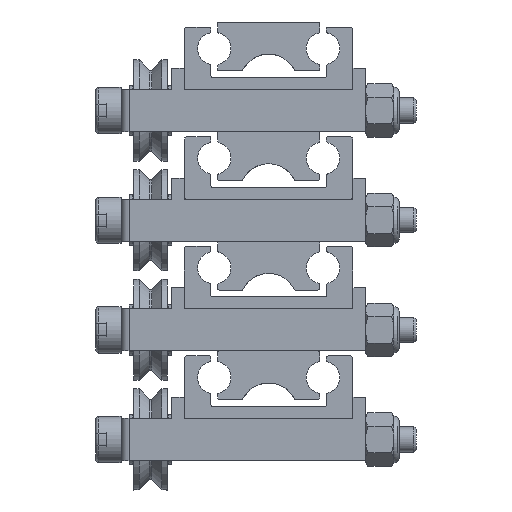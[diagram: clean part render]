
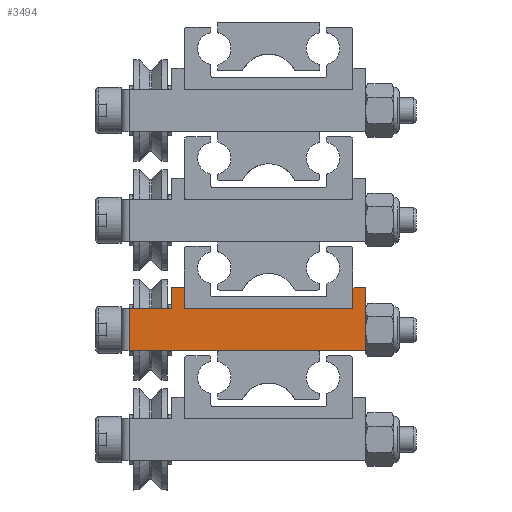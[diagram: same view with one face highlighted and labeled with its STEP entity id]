
A CAD part, left-side view. The second image highlights one B-rep face of the part: STEP entity #3494.
In plain terms, the highlighted face is planar.
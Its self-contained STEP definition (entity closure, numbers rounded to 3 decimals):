
#757=FACE_OUTER_BOUND('',#956,.T.);
#956=EDGE_LOOP('',(#2595,#2596,#2597,#2598,#2599,#2600,#2601,#2602,#2603,
#2604));
#1211=LINE('',#5623,#1464);
#1217=LINE('',#5645,#1470);
#1220=LINE('',#5654,#1473);
#1221=LINE('',#5655,#1474);
#1222=LINE('',#5657,#1475);
#1223=LINE('',#5659,#1476);
#1224=LINE('',#5661,#1477);
#1225=LINE('',#5662,#1478);
#1226=LINE('',#5664,#1479);
#1227=LINE('',#5665,#1480);
#1464=VECTOR('',#4419,1000.);
#1470=VECTOR('',#4441,1000.);
#1473=VECTOR('',#4448,1000.);
#1474=VECTOR('',#4449,1000.);
#1475=VECTOR('',#4450,1000.);
#1476=VECTOR('',#4451,1000.);
#1477=VECTOR('',#4452,1000.);
#1478=VECTOR('',#4453,1000.);
#1479=VECTOR('',#4454,1000.);
#1480=VECTOR('',#4455,1000.);
#1711=VERTEX_POINT('',#5621);
#1712=VERTEX_POINT('',#5622);
#1718=VERTEX_POINT('',#5641);
#1720=VERTEX_POINT('',#5644);
#1723=VERTEX_POINT('',#5652);
#1724=VERTEX_POINT('',#5653);
#1725=VERTEX_POINT('',#5656);
#1726=VERTEX_POINT('',#5658);
#1727=VERTEX_POINT('',#5660);
#1728=VERTEX_POINT('',#5663);
#2040=EDGE_CURVE('',#1711,#1712,#1211,.F.);
#2051=EDGE_CURVE('',#1720,#1718,#1217,.T.);
#2055=EDGE_CURVE('',#1723,#1724,#1220,.T.);
#2056=EDGE_CURVE('',#1723,#1711,#1221,.T.);
#2057=EDGE_CURVE('',#1725,#1712,#1222,.T.);
#2058=EDGE_CURVE('',#1725,#1726,#1223,.T.);
#2059=EDGE_CURVE('',#1726,#1727,#1224,.T.);
#2060=EDGE_CURVE('',#1727,#1720,#1225,.T.);
#2061=EDGE_CURVE('',#1728,#1718,#1226,.T.);
#2062=EDGE_CURVE('',#1728,#1724,#1227,.T.);
#2595=ORIENTED_EDGE('',*,*,#2055,.F.);
#2596=ORIENTED_EDGE('',*,*,#2056,.T.);
#2597=ORIENTED_EDGE('',*,*,#2040,.T.);
#2598=ORIENTED_EDGE('',*,*,#2057,.F.);
#2599=ORIENTED_EDGE('',*,*,#2058,.T.);
#2600=ORIENTED_EDGE('',*,*,#2059,.T.);
#2601=ORIENTED_EDGE('',*,*,#2060,.T.);
#2602=ORIENTED_EDGE('',*,*,#2051,.T.);
#2603=ORIENTED_EDGE('',*,*,#2061,.F.);
#2604=ORIENTED_EDGE('',*,*,#2062,.T.);
#3394=PLANE('',#3830);
#3494=ADVANCED_FACE('',(#757),#3394,.F.);
#3830=AXIS2_PLACEMENT_3D('',#5651,#4446,#4447);
#4419=DIRECTION('',(0.,0.,1.));
#4441=DIRECTION('',(0.,-1.,0.));
#4446=DIRECTION('center_axis',(-1.,0.,0.));
#4447=DIRECTION('ref_axis',(0.,0.,1.));
#4448=DIRECTION('',(0.,0.,1.));
#4449=DIRECTION('',(0.,-1.,0.));
#4450=DIRECTION('',(0.,-1.,0.));
#4451=DIRECTION('',(0.,0.,1.));
#4452=DIRECTION('',(0.,-1.,0.));
#4453=DIRECTION('',(0.,0.,-1.));
#4454=DIRECTION('',(0.,0.,-1.));
#4455=DIRECTION('',(0.,-1.,0.));
#5621=CARTESIAN_POINT('',(13.25,-16.534,0.));
#5622=CARTESIAN_POINT('',(13.25,-16.534,-5.));
#5623=CARTESIAN_POINT('',(13.25,-16.534,-5.));
#5641=CARTESIAN_POINT('',(13.25,-10.,0.));
#5644=CARTESIAN_POINT('',(13.25,10.,0.));
#5645=CARTESIAN_POINT('',(13.25,0.,0.));
#5651=CARTESIAN_POINT('Origin',(13.25,0.,-5.));
#5652=CARTESIAN_POINT('',(13.25,-11.513,0.));
#5653=CARTESIAN_POINT('',(13.25,-11.513,2.5));
#5654=CARTESIAN_POINT('',(13.25,-11.513,1.25));
#5655=CARTESIAN_POINT('',(13.25,-11.511,0.));
#5656=CARTESIAN_POINT('',(13.25,11.5,-5.));
#5657=CARTESIAN_POINT('',(13.25,0.,-5.));
#5658=CARTESIAN_POINT('',(13.25,11.5,2.5));
#5659=CARTESIAN_POINT('',(13.25,11.5,-5.));
#5660=CARTESIAN_POINT('',(13.25,10.,2.5));
#5661=CARTESIAN_POINT('',(13.25,0.,2.5));
#5662=CARTESIAN_POINT('',(13.25,10.,2.5));
#5663=CARTESIAN_POINT('',(13.25,-10.,2.5));
#5664=CARTESIAN_POINT('',(13.25,-10.,2.5));
#5665=CARTESIAN_POINT('',(13.25,0.,2.5));
